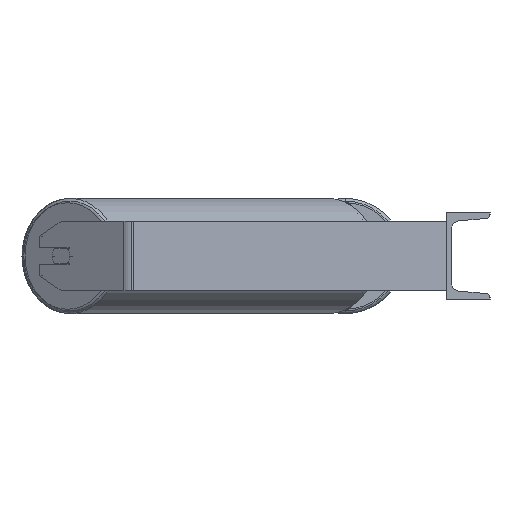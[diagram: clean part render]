
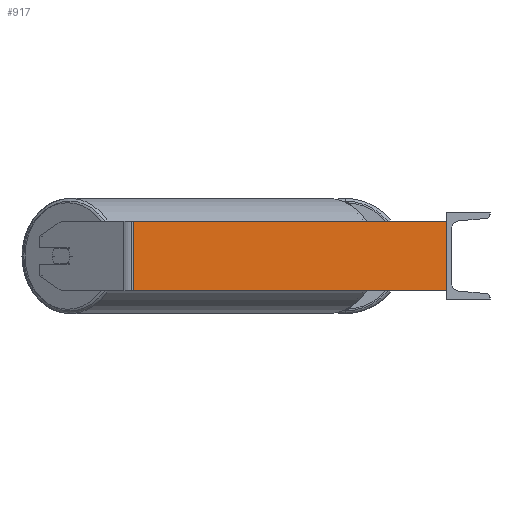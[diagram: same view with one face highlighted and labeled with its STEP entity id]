
A CAD part, left-side view. The second image highlights one B-rep face of the part: STEP entity #917.
In plain terms, the highlighted planar face has unit normal (-0.996, -0.087, 0).
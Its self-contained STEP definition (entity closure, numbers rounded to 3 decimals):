
#2 = VERTEX_POINT ( 'NONE', #2937 ) ;
#11 = ORIENTED_EDGE ( 'NONE', *, *, #883, .F. ) ;
#165 = EDGE_CURVE ( 'NONE', #8741, #8301, #3239, .T. ) ;
#460 = ORIENTED_EDGE ( 'NONE', *, *, #165, .T. ) ;
#581 = VECTOR ( 'NONE', #4851, 1000. ) ;
#883 = EDGE_CURVE ( 'NONE', #7451, #2, #7540, .T. ) ;
#917 = ADVANCED_FACE ( 'NONE', ( #5544 ), #1913, .F. ) ;
#1751 = DIRECTION ( 'NONE',  ( 0., 0., -1. ) ) ;
#1826 = EDGE_LOOP ( 'NONE', ( #7282, #11, #1916, #460 ) ) ;
#1913 = PLANE ( 'NONE',  #7263 ) ;
#1916 = ORIENTED_EDGE ( 'NONE', *, *, #3596, .F. ) ;
#1933 = DIRECTION ( 'NONE',  ( 0.087, -0.996, 0. ) ) ;
#1964 = DIRECTION ( 'NONE',  ( -0.087, 0.996, 0. ) ) ;
#2020 = DIRECTION ( 'NONE',  ( 0.996, 0.087, 0. ) ) ;
#2021 = CARTESIAN_POINT ( 'NONE',  ( -785., 0., 40. ) ) ;
#2656 = CARTESIAN_POINT ( 'NONE',  ( -785., 0., 40. ) ) ;
#2669 = LINE ( 'NONE', #2813, #581 ) ;
#2813 = CARTESIAN_POINT ( 'NONE',  ( -817.157, 367.561, -40. ) ) ;
#2937 = CARTESIAN_POINT ( 'NONE',  ( -785., 0., -40. ) ) ;
#3239 = LINE ( 'NONE', #4043, #7584 ) ;
#3596 = EDGE_CURVE ( 'NONE', #8741, #7451, #8943, .T. ) ;
#3815 = CARTESIAN_POINT ( 'NONE',  ( -816.65, 361.76, 40. ) ) ;
#3869 = VECTOR ( 'NONE', #6793, 1000. ) ;
#4043 = CARTESIAN_POINT ( 'NONE',  ( -816.65, 361.76, 40. ) ) ;
#4483 = CARTESIAN_POINT ( 'NONE',  ( -816.65, 361.76, -40. ) ) ;
#4851 = DIRECTION ( 'NONE',  ( 0.087, -0.996, 0. ) ) ;
#5544 = FACE_OUTER_BOUND ( 'NONE', #1826, .T. ) ;
#5575 = VECTOR ( 'NONE', #1933, 1000. ) ;
#6793 = DIRECTION ( 'NONE',  ( 0., 0., -1. ) ) ;
#7067 = EDGE_CURVE ( 'NONE', #8301, #2, #2669, .T. ) ;
#7263 = AXIS2_PLACEMENT_3D ( 'NONE', #8282, #2020, #1964 ) ;
#7282 = ORIENTED_EDGE ( 'NONE', *, *, #7067, .T. ) ;
#7451 = VERTEX_POINT ( 'NONE', #2021 ) ;
#7540 = LINE ( 'NONE', #2656, #3869 ) ;
#7584 = VECTOR ( 'NONE', #1751, 1000. ) ;
#8252 = CARTESIAN_POINT ( 'NONE',  ( -817.157, 367.561, 40. ) ) ;
#8282 = CARTESIAN_POINT ( 'NONE',  ( -817.157, 367.561, 40. ) ) ;
#8301 = VERTEX_POINT ( 'NONE', #4483 ) ;
#8741 = VERTEX_POINT ( 'NONE', #3815 ) ;
#8943 = LINE ( 'NONE', #8252, #5575 ) ;
